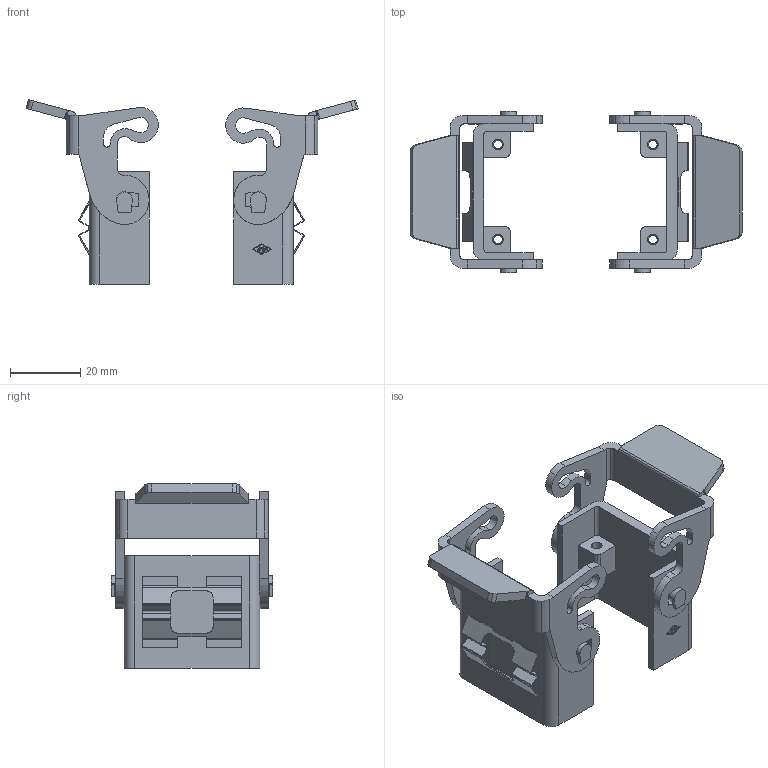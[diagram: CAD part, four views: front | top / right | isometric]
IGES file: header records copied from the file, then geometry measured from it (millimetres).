
Global section: file name: No Iges File Name specified; native system: AutoDesk Inventor R6.1; preprocessor: AutoDesk Inventor Iges Exporter R6.1; author: No Author specified; organization: No Organization specified; date: 20070102.173353; units: millimetre
Bounding box: 94.3 x 46 x 52.48 mm (x, y, z)
Volume: 20601.1 mm3; surface area: 20042.3 mm2
Topology: 3 solids, 3 shells, 493 faces, 1417 edges, 898 vertices
Faces by surface type: plane 182, bspline 174, cylinder 76, revolution 61
